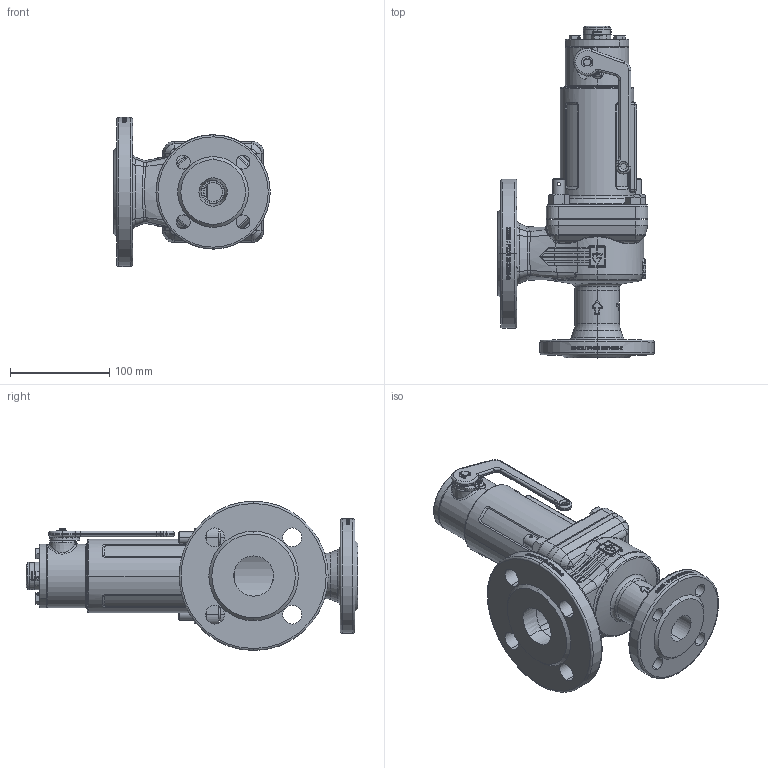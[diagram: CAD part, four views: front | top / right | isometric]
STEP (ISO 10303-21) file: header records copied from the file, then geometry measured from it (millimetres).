
FILE_DESCRIPTION (( 'STEP AP214' ), '1' );
FILE_NAME ('355TGFL_25_FLFL_2540_MD.STEP', '2020-07-22T08:11:28', ( '' ), ( '' ), 'SwSTEP 2.0', 'SolidWorks 2020', '' );
FILE_SCHEMA (( 'AUTOMOTIVE_DESIGN' ));
Length unit declared in the file: millimetre
Products named in the file (1): 355TGFL_25_FLFL_2540_MD
Bounding box: 157.5 x 334 x 150 mm (x, y, z)
Volume: 1164679.7 mm3; surface area: 296017.2 mm2
Topology: 21 solids, 21 shells, 2202 faces, 5916 edges, 3950 vertices
Faces by surface type: bspline 649, cylinder 593, plane 575, cone 229, torus 128, sphere 28
Entity records: 168819 total; most frequent: CARTESIAN_POINT 93711, ORIENTED_EDGE 11746, DIRECTION 8807, EDGE_CURVE 5873, VERTEX_POINT 3947, AXIS2_PLACEMENT_3D 3533, EDGE_LOOP 2514, UNCERTAINTY_MEASURE_WITH_UNIT 2216
